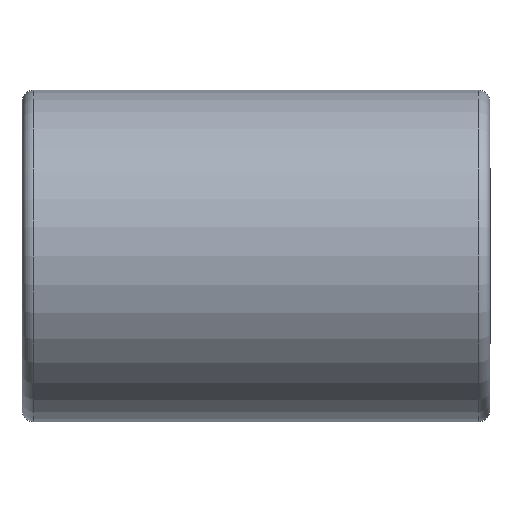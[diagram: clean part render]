
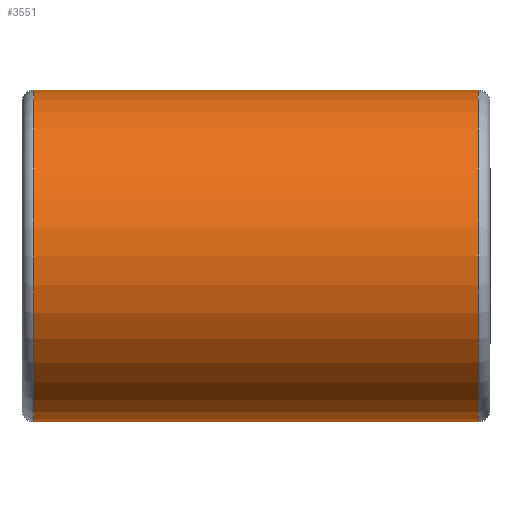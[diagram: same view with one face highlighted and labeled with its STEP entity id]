
A CAD part, front view. The second image highlights one B-rep face of the part: STEP entity #3551.
In plain terms, the highlighted cylindrical face has radius 42.5 mm (diameter 85 mm), a partial arc.
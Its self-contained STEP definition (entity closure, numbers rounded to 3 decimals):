
#107 = VERTEX_POINT ( 'NONE', #2242 ) ;
#220 = VERTEX_POINT ( 'NONE', #3036 ) ;
#377 = ORIENTED_EDGE ( 'NONE', *, *, #3671, .T. ) ;
#655 = DIRECTION ( 'NONE',  ( 0., 0., 1. ) ) ;
#900 = DIRECTION ( 'NONE',  ( -1., 0., 0. ) ) ;
#912 = CARTESIAN_POINT ( 'NONE',  ( 3., 0., 0. ) ) ;
#926 = DIRECTION ( 'NONE',  ( 1., 0., 0. ) ) ;
#937 = CARTESIAN_POINT ( 'NONE',  ( 117., 0., -42.5 ) ) ;
#978 = DIRECTION ( 'NONE',  ( 0., 0., -1. ) ) ;
#1143 = CARTESIAN_POINT ( 'NONE',  ( 117., 0., 0. ) ) ;
#1165 = CIRCLE ( 'NONE', #3566, 42.5 ) ;
#1218 = LINE ( 'NONE', #3724, #3220 ) ;
#1524 = DIRECTION ( 'NONE',  ( -1., 0., 0. ) ) ;
#1860 = ORIENTED_EDGE ( 'NONE', *, *, #4931, .F. ) ;
#1861 = DIRECTION ( 'NONE',  ( -1., 0., 0. ) ) ;
#1881 = VERTEX_POINT ( 'NONE', #2019 ) ;
#1997 = VECTOR ( 'NONE', #3452, 1000. ) ;
#2019 = CARTESIAN_POINT ( 'NONE',  ( 3., 0., -42.5 ) ) ;
#2120 = ORIENTED_EDGE ( 'NONE', *, *, #2203, .T. ) ;
#2177 = ORIENTED_EDGE ( 'NONE', *, *, #3275, .T. ) ;
#2203 = EDGE_CURVE ( 'NONE', #220, #107, #4382, .T. ) ;
#2242 = CARTESIAN_POINT ( 'NONE',  ( 3., 0., 42.5 ) ) ;
#2582 = CYLINDRICAL_SURFACE ( 'NONE', #3930, 42.5 ) ;
#2703 = VERTEX_POINT ( 'NONE', #937 ) ;
#2998 = AXIS2_PLACEMENT_3D ( 'NONE', #912, #926, #978 ) ;
#3036 = CARTESIAN_POINT ( 'NONE',  ( 117., 0., 42.5 ) ) ;
#3220 = VECTOR ( 'NONE', #900, 1000. ) ;
#3275 = EDGE_CURVE ( 'NONE', #2703, #220, #1165, .T. ) ;
#3425 = DIRECTION ( 'NONE',  ( 0., 0., 1. ) ) ;
#3452 = DIRECTION ( 'NONE',  ( -1., 0., 0. ) ) ;
#3551 = ADVANCED_FACE ( 'NONE', ( #4048 ), #2582, .T. ) ;
#3566 = AXIS2_PLACEMENT_3D ( 'NONE', #1143, #1524, #3425 ) ;
#3671 = EDGE_CURVE ( 'NONE', #107, #1881, #4358, .T. ) ;
#3724 = CARTESIAN_POINT ( 'NONE',  ( 0., 0., -42.5 ) ) ;
#3741 = EDGE_LOOP ( 'NONE', ( #1860, #2177, #2120, #377 ) ) ;
#3930 = AXIS2_PLACEMENT_3D ( 'NONE', #4338, #1861, #655 ) ;
#4048 = FACE_OUTER_BOUND ( 'NONE', #3741, .T. ) ;
#4338 = CARTESIAN_POINT ( 'NONE',  ( 0., 0., 0. ) ) ;
#4358 = CIRCLE ( 'NONE', #2998, 42.5 ) ;
#4382 = LINE ( 'NONE', #4836, #1997 ) ;
#4836 = CARTESIAN_POINT ( 'NONE',  ( 0., 0., 42.5 ) ) ;
#4931 = EDGE_CURVE ( 'NONE', #2703, #1881, #1218, .T. ) ;
